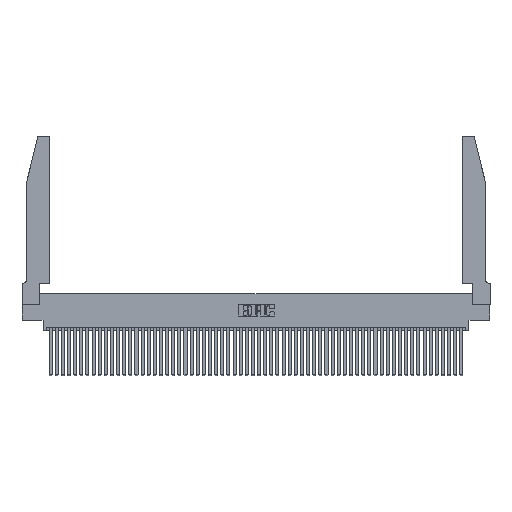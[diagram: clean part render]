
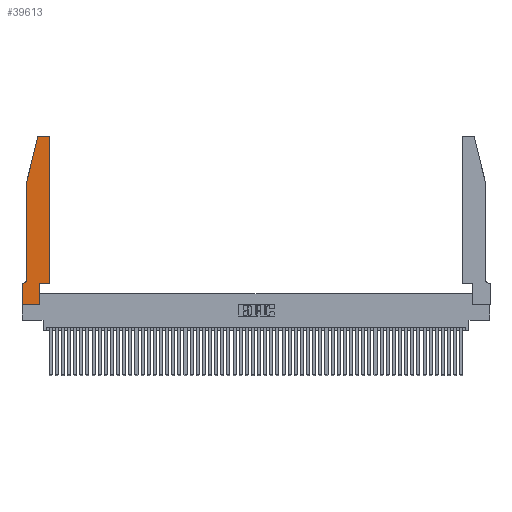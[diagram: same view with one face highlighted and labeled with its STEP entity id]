
A CAD part, top view. The second image highlights one B-rep face of the part: STEP entity #39613.
In plain terms, the highlighted planar face has unit normal (0, 0, 1).
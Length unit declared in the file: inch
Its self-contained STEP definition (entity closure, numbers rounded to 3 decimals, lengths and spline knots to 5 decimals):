
#28 = EDGE_CURVE ( 'NONE', #34122, #41426, #40884, .T. ) ;
#588 = LINE ( 'NONE', #23804, #33102 ) ;
#1219 = CARTESIAN_POINT ( 'NONE',  ( 0., 0., 0.37 ) ) ;
#1221 = CARTESIAN_POINT ( 'NONE',  ( 0.0755, 2., 0.37 ) ) ;
#2546 = VERTEX_POINT ( 'NONE', #44446 ) ;
#3055 = DIRECTION ( 'NONE',  ( 0., 0., 1. ) ) ;
#3720 = VECTOR ( 'NONE', #43496, 39.37008 ) ;
#4337 = DIRECTION ( 'NONE',  ( 0., 0., 1. ) ) ;
#5066 = LINE ( 'NONE', #1219, #3720 ) ;
#7134 = VECTOR ( 'NONE', #25498, 39.37008 ) ;
#7200 = PLANE ( 'NONE',  #32139 ) ;
#8671 = CARTESIAN_POINT ( 'NONE',  ( 0.4505, 0.35, 0.37 ) ) ;
#9653 = ORIENTED_EDGE ( 'NONE', *, *, #21780, .T. ) ;
#9716 = VERTEX_POINT ( 'NONE', #31148 ) ;
#9922 = LINE ( 'NONE', #24361, #31077 ) ;
#9957 = CARTESIAN_POINT ( 'NONE',  ( 0.0755, 0.35, 0.37 ) ) ;
#10313 = CARTESIAN_POINT ( 'NONE',  ( 0.0755, 0.42, 0.37 ) ) ;
#11241 = ORIENTED_EDGE ( 'NONE', *, *, #11408, .T. ) ;
#11408 = EDGE_CURVE ( 'NONE', #51738, #14933, #21434, .T. ) ;
#11528 = AXIS2_PLACEMENT_3D ( 'NONE', #29720, #4337, #33942 ) ;
#12307 = DIRECTION ( 'NONE',  ( -0.239, -0.971, 0. ) ) ;
#12317 = LINE ( 'NONE', #37546, #23551 ) ;
#12598 = CARTESIAN_POINT ( 'NONE',  ( 0.0755, 2., 0.37 ) ) ;
#14114 = CARTESIAN_POINT ( 'NONE',  ( 0.2865, 0.35, 0.37 ) ) ;
#14281 = CARTESIAN_POINT ( 'NONE',  ( 0.0055, 0.35, 0.37 ) ) ;
#14933 = VERTEX_POINT ( 'NONE', #14114 ) ;
#15269 = DIRECTION ( 'NONE',  ( 1., 0., 0. ) ) ;
#16372 = ORIENTED_EDGE ( 'NONE', *, *, #31965, .T. ) ;
#16681 = EDGE_CURVE ( 'NONE', #2546, #34338, #22765, .T. ) ;
#16837 = ORIENTED_EDGE ( 'NONE', *, *, #28, .T. ) ;
#18092 = EDGE_CURVE ( 'NONE', #30237, #34122, #42989, .T. ) ;
#19051 = EDGE_CURVE ( 'NONE', #22079, #2546, #9922, .T. ) ;
#19196 = CARTESIAN_POINT ( 'NONE',  ( 0.0055, 0.42, 0.37 ) ) ;
#19336 = VECTOR ( 'NONE', #26667, 39.37008 ) ;
#19994 = LINE ( 'NONE', #21898, #29918 ) ;
#21119 = DIRECTION ( 'NONE',  ( 0., 1., 0. ) ) ;
#21434 = LINE ( 'NONE', #46222, #32635 ) ;
#21780 = EDGE_CURVE ( 'NONE', #45965, #51738, #588, .T. ) ;
#21820 = CARTESIAN_POINT ( 'NONE',  ( 0.284, 2.72, 0.37 ) ) ;
#21898 = CARTESIAN_POINT ( 'NONE',  ( 0.4505, 0.35, 0.37 ) ) ;
#22042 = ORIENTED_EDGE ( 'NONE', *, *, #43154, .T. ) ;
#22079 = VERTEX_POINT ( 'NONE', #43015 ) ;
#22765 = CIRCLE ( 'NONE', #34147, 0.03 ) ;
#23136 = ORIENTED_EDGE ( 'NONE', *, *, #39843, .T. ) ;
#23455 = DIRECTION ( 'NONE',  ( -1., 0., 0. ) ) ;
#23551 = VECTOR ( 'NONE', #12307, 39.37008 ) ;
#23786 = EDGE_CURVE ( 'NONE', #9716, #45965, #5066, .T. ) ;
#23804 = CARTESIAN_POINT ( 'NONE',  ( 0., 0., 0.37 ) ) ;
#24361 = CARTESIAN_POINT ( 'NONE',  ( 0.2605, 2.75, 0.37 ) ) ;
#25194 = AXIS2_PLACEMENT_3D ( 'NONE', #19196, #48579, #23455 ) ;
#25498 = DIRECTION ( 'NONE',  ( 1., 0., 0. ) ) ;
#25868 = VERTEX_POINT ( 'NONE', #33314 ) ;
#26055 = DIRECTION ( 'NONE',  ( 1., 0., 0. ) ) ;
#26323 = DIRECTION ( 'NONE',  ( 0., 1., 0. ) ) ;
#26667 = DIRECTION ( 'NONE',  ( 0., -1., 0. ) ) ;
#27159 = ORIENTED_EDGE ( 'NONE', *, *, #16681, .T. ) ;
#29148 = VECTOR ( 'NONE', #39468, 39.37008 ) ;
#29720 = CARTESIAN_POINT ( 'NONE',  ( 0.4205, 2.72, 0.37 ) ) ;
#29918 = VECTOR ( 'NONE', #26323, 39.37008 ) ;
#30237 = VERTEX_POINT ( 'NONE', #12598 ) ;
#31077 = VECTOR ( 'NONE', #45244, 39.37008 ) ;
#31148 = CARTESIAN_POINT ( 'NONE',  ( 0., 0.35, 0.37 ) ) ;
#31522 = ORIENTED_EDGE ( 'NONE', *, *, #47583, .T. ) ;
#31965 = EDGE_CURVE ( 'NONE', #41426, #9716, #47447, .T. ) ;
#32139 = AXIS2_PLACEMENT_3D ( 'NONE', #45126, #3055, #32693 ) ;
#32635 = VECTOR ( 'NONE', #21119, 39.37008 ) ;
#32693 = DIRECTION ( 'NONE',  ( 1., 0., 0. ) ) ;
#33102 = VECTOR ( 'NONE', #15269, 39.37008 ) ;
#33314 = CARTESIAN_POINT ( 'NONE',  ( 0.4505, 2.72, 0.37 ) ) ;
#33942 = DIRECTION ( 'NONE',  ( 1., 0., 0. ) ) ;
#34122 = VERTEX_POINT ( 'NONE', #10313 ) ;
#34147 = AXIS2_PLACEMENT_3D ( 'NONE', #21820, #51138, #26055 ) ;
#34338 = VERTEX_POINT ( 'NONE', #37051 ) ;
#35052 = EDGE_LOOP ( 'NONE', ( #50606, #27159, #44131, #37323, #16837, #16372, #49507, #9653, #11241, #23136, #22042, #31522 ) ) ;
#36463 = CARTESIAN_POINT ( 'NONE',  ( 0.4505, 0.35, 0.37 ) ) ;
#37051 = CARTESIAN_POINT ( 'NONE',  ( 0.25487, 2.72718, 0.37 ) ) ;
#37323 = ORIENTED_EDGE ( 'NONE', *, *, #18092, .T. ) ;
#37546 = CARTESIAN_POINT ( 'NONE',  ( 0.0755, 2., 0.37 ) ) ;
#39468 = DIRECTION ( 'NONE',  ( -1., 0., 0. ) ) ;
#39613 = ADVANCED_FACE ( 'NONE', ( #41452 ), #7200, .T. ) ;
#39843 = EDGE_CURVE ( 'NONE', #14933, #40917, #40773, .T. ) ;
#40773 = LINE ( 'NONE', #8671, #7134 ) ;
#40884 = CIRCLE ( 'NONE', #25194, 0.07 ) ;
#40917 = VERTEX_POINT ( 'NONE', #36463 ) ;
#41077 = EDGE_CURVE ( 'NONE', #34338, #30237, #12317, .T. ) ;
#41426 = VERTEX_POINT ( 'NONE', #14281 ) ;
#41452 = FACE_OUTER_BOUND ( 'NONE', #35052, .T. ) ;
#42989 = LINE ( 'NONE', #1221, #19336 ) ;
#43015 = CARTESIAN_POINT ( 'NONE',  ( 0.4205, 2.75, 0.37 ) ) ;
#43154 = EDGE_CURVE ( 'NONE', #40917, #25868, #19994, .T. ) ;
#43496 = DIRECTION ( 'NONE',  ( 0., -1., 0. ) ) ;
#44131 = ORIENTED_EDGE ( 'NONE', *, *, #41077, .T. ) ;
#44446 = CARTESIAN_POINT ( 'NONE',  ( 0.284, 2.75, 0.37 ) ) ;
#45126 = CARTESIAN_POINT ( 'NONE',  ( 0., 0.35, 0.37 ) ) ;
#45163 = CARTESIAN_POINT ( 'NONE',  ( 0.2865, 0., 0.37 ) ) ;
#45244 = DIRECTION ( 'NONE',  ( -1., 0., 0. ) ) ;
#45965 = VERTEX_POINT ( 'NONE', #53147 ) ;
#46222 = CARTESIAN_POINT ( 'NONE',  ( 0.2865, 0.35, 0.37 ) ) ;
#46865 = CIRCLE ( 'NONE', #11528, 0.03 ) ;
#47447 = LINE ( 'NONE', #9957, #29148 ) ;
#47583 = EDGE_CURVE ( 'NONE', #25868, #22079, #46865, .T. ) ;
#48579 = DIRECTION ( 'NONE',  ( 0., 0., -1. ) ) ;
#49507 = ORIENTED_EDGE ( 'NONE', *, *, #23786, .T. ) ;
#50606 = ORIENTED_EDGE ( 'NONE', *, *, #19051, .T. ) ;
#51138 = DIRECTION ( 'NONE',  ( 0., 0., 1. ) ) ;
#51738 = VERTEX_POINT ( 'NONE', #45163 ) ;
#53147 = CARTESIAN_POINT ( 'NONE',  ( 0., 0., 0.37 ) ) ;
